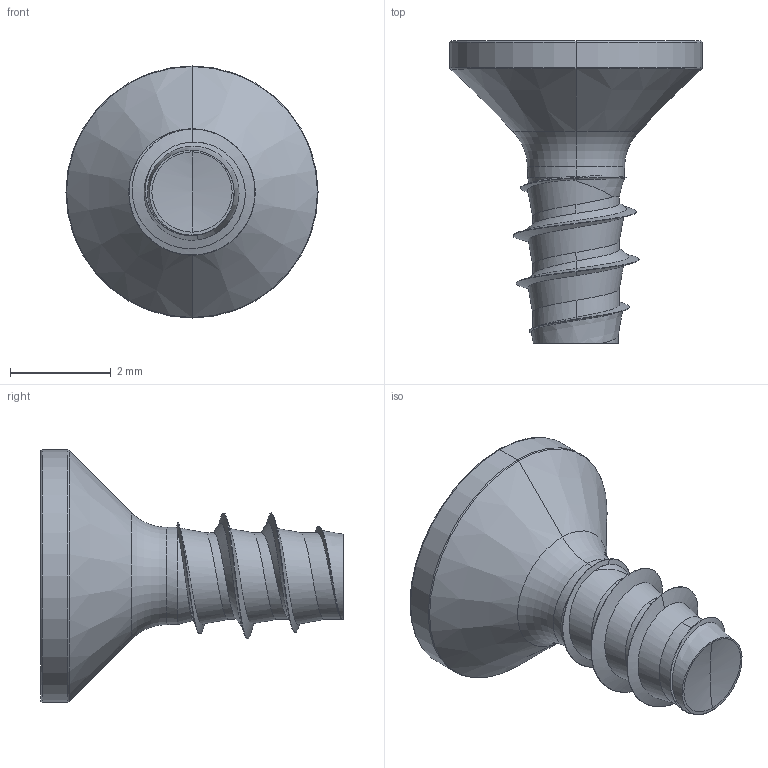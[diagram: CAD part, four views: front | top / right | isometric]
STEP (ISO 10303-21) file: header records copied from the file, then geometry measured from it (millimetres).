
FILE_DESCRIPTION (( 'STEP AP203' ), '1' );
FILE_NAME ('STP410250060.STEP', '2017-08-16T13:36:07', ( '' ), ( '' ), 'SwSTEP 2.0', 'SolidWorks 2015', '' );
FILE_SCHEMA (( 'CONFIG_CONTROL_DESIGN' ));
Length unit declared in the file: millimetre
Products named in the file (1): STP410250060
Bounding box: 5 x 6 x 5 mm (x, y, z)
Volume: 33.2 mm3; surface area: 91.9 mm2
Topology: 1 solids, 1 shells, 88 faces, 212 edges, 126 vertices
Faces by surface type: bspline 35, cylinder 31, cone 12, torus 6, sphere 2, plane 2
Entity records: 8403 total; most frequent: CARTESIAN_POINT 6602, ORIENTED_EDGE 420, DIRECTION 271, EDGE_CURVE 210, VERTEX_POINT 126, AXIS2_PLACEMENT_3D 112, B_SPLINE_CURVE_WITH_KNOTS 98, EDGE_LOOP 90
